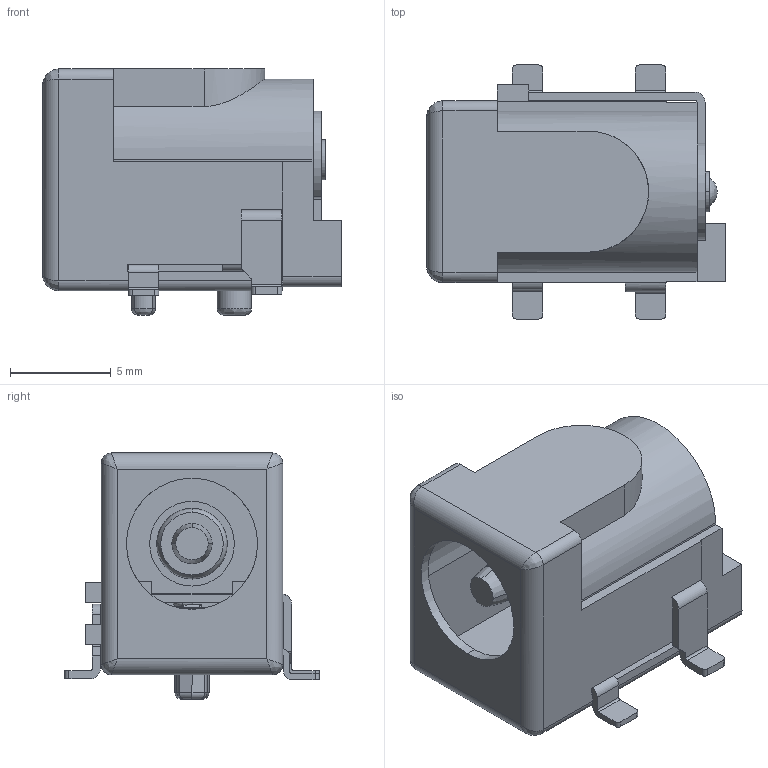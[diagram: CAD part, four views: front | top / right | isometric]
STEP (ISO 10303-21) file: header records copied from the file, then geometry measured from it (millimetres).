
FILE_DESCRIPTION(('FreeCAD Model'),'2;1');
FILE_NAME( 'BarrelJack_Lumberg_1613-14_15_SMT_Horizontal.step', '2019-04-25T02:27:45',('kicad StepUp'),('ksu MCAD'), 'Open CASCADE STEP processor 7.3','FreeCAD','Unknown');
FILE_SCHEMA(('AUTOMOTIVE_DESIGN { 1 0 10303 214 1 1 1 1 }'));
Length unit declared in the file: millimetre
Products named in the file (1): BarrelJack_Lumberg_1613-14_15_SMT_Horizontal
Bounding box: 14.8 x 12.6 x 12.2 mm (x, y, z)
Volume: 47.8 mm3; surface area: 1532.7 mm2
Topology: 2 solids, 238 shells, 265 faces, 1431 edges, 1405 vertices
Faces by surface type: plane 153, cylinder 88, bspline 21, cone 3
Entity records: 17108 total; most frequent: CARTESIAN_POINT 4266, DIRECTION 2137, ORIENTED_EDGE 1492, EDGE_CURVE 1428, VERTEX_POINT 1405, LINE 993, VECTOR 993, AXIS2_PLACEMENT_3D 572
